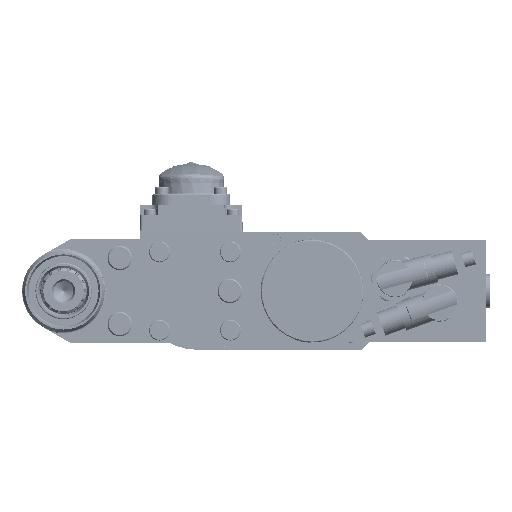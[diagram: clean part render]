
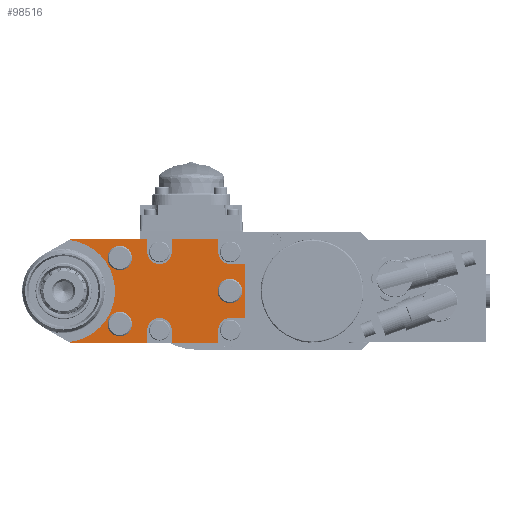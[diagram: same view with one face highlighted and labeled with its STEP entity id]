
A CAD part, left-side view. The second image highlights one B-rep face of the part: STEP entity #98516.
In plain terms, the highlighted planar face has unit normal (-1, 0, 0).
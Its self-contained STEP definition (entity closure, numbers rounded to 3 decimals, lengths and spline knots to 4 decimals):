
#5075=FACE_BOUND('',#17489,.T.);
#5076=FACE_BOUND('',#17490,.T.);
#5077=FACE_BOUND('',#17491,.T.);
#7235=PLANE('',#106278);
#11919=FACE_OUTER_BOUND('',#17488,.T.);
#17488=EDGE_LOOP('',(#83214,#83215,#83216,#83217,#83218,#83219,#83220,#83221,
#83222,#83223,#83224,#83225,#83226,#83227,#83228,#83229,#83230,#83231,#83232,
#83233));
#17489=EDGE_LOOP('',(#83234));
#17490=EDGE_LOOP('',(#83235));
#17491=EDGE_LOOP('',(#83236));
#22148=CIRCLE('',#106277,2.1);
#22149=CIRCLE('',#106279,0.5);
#22150=CIRCLE('',#106280,0.5);
#22151=CIRCLE('',#106281,0.5);
#22152=CIRCLE('',#106282,0.5);
#22153=CIRCLE('',#106283,0.3);
#22154=CIRCLE('',#106284,0.3);
#22155=CIRCLE('',#106285,0.3);
#28813=LINE('',#195126,#36173);
#29076=LINE('',#196362,#36436);
#29080=LINE('',#196398,#36440);
#29081=LINE('',#196400,#36441);
#29082=LINE('',#196404,#36442);
#29083=LINE('',#196406,#36443);
#29084=LINE('',#196408,#36444);
#29085=LINE('',#196412,#36445);
#29086=LINE('',#196414,#36446);
#29087=LINE('',#196416,#36447);
#29088=LINE('',#196420,#36448);
#29089=LINE('',#196422,#36449);
#29090=LINE('',#196424,#36450);
#29091=LINE('',#196428,#36451);
#29092=LINE('',#196429,#36452);
#36173=VECTOR('',#125812,0.0763);
#36436=VECTOR('',#126811,0.0763);
#36440=VECTOR('',#126845,3.1234);
#36441=VECTOR('',#126846,0.525);
#36442=VECTOR('',#126849,0.525);
#36443=VECTOR('',#126850,1.9);
#36444=VECTOR('',#126851,0.525);
#36445=VECTOR('',#126854,0.586);
#36446=VECTOR('',#126855,2.2);
#36447=VECTOR('',#126856,0.586);
#36448=VECTOR('',#126859,0.525);
#36449=VECTOR('',#126860,1.9);
#36450=VECTOR('',#126861,0.525);
#36451=VECTOR('',#126864,0.525);
#36452=VECTOR('',#126865,3.1234);
#46823=VERTEX_POINT('',#195123);
#46824=VERTEX_POINT('',#195125);
#47105=VERTEX_POINT('',#196359);
#47106=VERTEX_POINT('',#196361);
#47115=VERTEX_POINT('',#196397);
#47116=VERTEX_POINT('',#196399);
#47117=VERTEX_POINT('',#196401);
#47118=VERTEX_POINT('',#196403);
#47119=VERTEX_POINT('',#196405);
#47120=VERTEX_POINT('',#196407);
#47121=VERTEX_POINT('',#196409);
#47122=VERTEX_POINT('',#196411);
#47123=VERTEX_POINT('',#196413);
#47124=VERTEX_POINT('',#196415);
#47125=VERTEX_POINT('',#196417);
#47126=VERTEX_POINT('',#196419);
#47127=VERTEX_POINT('',#196421);
#47128=VERTEX_POINT('',#196423);
#47129=VERTEX_POINT('',#196425);
#47130=VERTEX_POINT('',#196427);
#47131=VERTEX_POINT('',#196430);
#47132=VERTEX_POINT('',#196432);
#47133=VERTEX_POINT('',#196434);
#59240=EDGE_CURVE('',#46823,#46824,#28813,.T.);
#59689=EDGE_CURVE('',#47105,#47106,#29076,.T.);
#59703=EDGE_CURVE('',#47106,#46823,#22148,.T.);
#59704=EDGE_CURVE('',#47115,#47105,#29080,.T.);
#59705=EDGE_CURVE('',#47116,#47115,#29081,.T.);
#59706=EDGE_CURVE('',#47117,#47116,#22149,.T.);
#59707=EDGE_CURVE('',#47117,#47118,#29082,.T.);
#59708=EDGE_CURVE('',#47119,#47118,#29083,.T.);
#59709=EDGE_CURVE('',#47120,#47119,#29084,.T.);
#59710=EDGE_CURVE('',#47121,#47120,#22150,.T.);
#59711=EDGE_CURVE('',#47121,#47122,#29085,.T.);
#59712=EDGE_CURVE('',#47123,#47122,#29086,.T.);
#59713=EDGE_CURVE('',#47124,#47123,#29087,.T.);
#59714=EDGE_CURVE('',#47125,#47124,#22151,.T.);
#59715=EDGE_CURVE('',#47125,#47126,#29088,.T.);
#59716=EDGE_CURVE('',#47127,#47126,#29089,.T.);
#59717=EDGE_CURVE('',#47128,#47127,#29090,.T.);
#59718=EDGE_CURVE('',#47129,#47128,#22152,.T.);
#59719=EDGE_CURVE('',#47129,#47130,#29091,.T.);
#59720=EDGE_CURVE('',#46824,#47130,#29092,.T.);
#59721=EDGE_CURVE('',#47131,#47131,#22153,.T.);
#59722=EDGE_CURVE('',#47132,#47132,#22154,.T.);
#59723=EDGE_CURVE('',#47133,#47133,#22155,.T.);
#83214=ORIENTED_EDGE('',*,*,#59689,.F.);
#83215=ORIENTED_EDGE('',*,*,#59704,.F.);
#83216=ORIENTED_EDGE('',*,*,#59705,.F.);
#83217=ORIENTED_EDGE('',*,*,#59706,.F.);
#83218=ORIENTED_EDGE('',*,*,#59707,.T.);
#83219=ORIENTED_EDGE('',*,*,#59708,.F.);
#83220=ORIENTED_EDGE('',*,*,#59709,.F.);
#83221=ORIENTED_EDGE('',*,*,#59710,.F.);
#83222=ORIENTED_EDGE('',*,*,#59711,.T.);
#83223=ORIENTED_EDGE('',*,*,#59712,.F.);
#83224=ORIENTED_EDGE('',*,*,#59713,.F.);
#83225=ORIENTED_EDGE('',*,*,#59714,.F.);
#83226=ORIENTED_EDGE('',*,*,#59715,.T.);
#83227=ORIENTED_EDGE('',*,*,#59716,.F.);
#83228=ORIENTED_EDGE('',*,*,#59717,.F.);
#83229=ORIENTED_EDGE('',*,*,#59718,.F.);
#83230=ORIENTED_EDGE('',*,*,#59719,.T.);
#83231=ORIENTED_EDGE('',*,*,#59720,.F.);
#83232=ORIENTED_EDGE('',*,*,#59240,.F.);
#83233=ORIENTED_EDGE('',*,*,#59703,.F.);
#83234=ORIENTED_EDGE('',*,*,#59721,.T.);
#83235=ORIENTED_EDGE('',*,*,#59722,.T.);
#83236=ORIENTED_EDGE('',*,*,#59723,.T.);
#98516=ADVANCED_FACE('',(#11919,#5075,#5076,#5077),#7235,.T.);
#106277=AXIS2_PLACEMENT_3D('',#196395,#126841,#126842);
#106278=AXIS2_PLACEMENT_3D('',#196396,#126843,#126844);
#106279=AXIS2_PLACEMENT_3D('',#196402,#126847,#126848);
#106280=AXIS2_PLACEMENT_3D('',#196410,#126852,#126853);
#106281=AXIS2_PLACEMENT_3D('',#196418,#126857,#126858);
#106282=AXIS2_PLACEMENT_3D('',#196426,#126862,#126863);
#106283=AXIS2_PLACEMENT_3D('',#196431,#126866,#126867);
#106284=AXIS2_PLACEMENT_3D('',#196433,#126868,#126869);
#106285=AXIS2_PLACEMENT_3D('',#196435,#126870,#126871);
#125812=DIRECTION('',(0.,-0.866,0.5));
#126811=DIRECTION('',(0.,0.866,0.5));
#126841=DIRECTION('center_axis',(-1.,0.,0.));
#126842=DIRECTION('ref_axis',(0.,-1.,0.));
#126843=DIRECTION('center_axis',(-1.,0.,0.));
#126844=DIRECTION('ref_axis',(0.,0.,
-1.));
#126845=DIRECTION('',(0.,1.,0.));
#126846=DIRECTION('',(0.,0.,-1.));
#126847=DIRECTION('center_axis',(-1.,0.,0.));
#126848=DIRECTION('ref_axis',(0.,0.,
1.));
#126849=DIRECTION('',(0.,0.,-1.));
#126850=DIRECTION('',(0.,1.,0.));
#126851=DIRECTION('',(0.,0.,-1.));
#126852=DIRECTION('center_axis',(-1.,0.,0.));
#126853=DIRECTION('ref_axis',(0.,0.,
1.));
#126854=DIRECTION('',(0.,-1.,0.));
#126855=DIRECTION('',(0.,0.,-1.));
#126856=DIRECTION('',(0.,-1.,0.));
#126857=DIRECTION('center_axis',(-1.,0.,0.));
#126858=DIRECTION('ref_axis',(0.,1.,0.));
#126859=DIRECTION('',(0.,0.,1.));
#126860=DIRECTION('',(0.,-1.,0.));
#126861=DIRECTION('',(0.,0.,1.));
#126862=DIRECTION('center_axis',(-1.,0.,0.));
#126863=DIRECTION('ref_axis',(0.,0.,
-1.));
#126864=DIRECTION('',(0.,0.,1.));
#126865=DIRECTION('',(0.,-1.,0.));
#126866=DIRECTION('center_axis',(1.,0.,0.));
#126867=DIRECTION('ref_axis',(0.,1.,0.));
#126868=DIRECTION('center_axis',(1.,0.,0.));
#126869=DIRECTION('ref_axis',(0.,1.,0.));
#126870=DIRECTION('center_axis',(1.,0.,0.));
#126871=DIRECTION('ref_axis',(0.,1.,0.));
#195123=CARTESIAN_POINT('',(-4.375,4.9894,2.0869));
#195125=CARTESIAN_POINT('',(-4.375,4.9233,2.125));
#195126=CARTESIAN_POINT('',(-4.375,4.9894,2.0869));
#196359=CARTESIAN_POINT('',(-4.375,4.9233,-2.125));
#196361=CARTESIAN_POINT('',(-4.375,4.9894,-2.0869));
#196362=CARTESIAN_POINT('',(-4.375,4.9233,-2.125));
#196395=CARTESIAN_POINT('Origin',(-4.375,5.2239,0.));
#196396=CARTESIAN_POINT('Origin',(-4.375,5.2239,0.));
#196397=CARTESIAN_POINT('',(-4.375,1.7999,-2.125));
#196398=CARTESIAN_POINT('',(-4.375,1.7999,-2.125));
#196399=CARTESIAN_POINT('',(-4.375,1.7999,-1.6));
#196400=CARTESIAN_POINT('',(-4.375,1.7999,-1.6));
#196401=CARTESIAN_POINT('',(-4.375,0.7999,-1.6));
#196402=CARTESIAN_POINT('Origin',(-4.375,1.2999,-1.6));
#196403=CARTESIAN_POINT('',(-4.375,0.7999,-2.125));
#196404=CARTESIAN_POINT('',(-4.375,0.7999,-1.6));
#196405=CARTESIAN_POINT('',(-4.375,-1.1001,-2.125));
#196406=CARTESIAN_POINT('',(-4.375,-1.1001,-2.125));
#196407=CARTESIAN_POINT('',(-4.375,-1.1001,-1.6));
#196408=CARTESIAN_POINT('',(-4.375,-1.1001,-1.6));
#196409=CARTESIAN_POINT('',(-4.375,-1.6001,-1.1));
#196410=CARTESIAN_POINT('Origin',(-4.375,-1.6001,-1.6));
#196411=CARTESIAN_POINT('',(-4.375,-2.1861,-1.1));
#196412=CARTESIAN_POINT('',(-4.375,-1.6001,-1.1));
#196413=CARTESIAN_POINT('',(-4.375,-2.1861,1.1));
#196414=CARTESIAN_POINT('',(-4.375,-2.1861,1.1));
#196415=CARTESIAN_POINT('',(-4.375,-1.6001,1.1));
#196416=CARTESIAN_POINT('',(-4.375,-1.6001,1.1));
#196417=CARTESIAN_POINT('',(-4.375,-1.1001,1.6));
#196418=CARTESIAN_POINT('Origin',(-4.375,-1.6001,1.6));
#196419=CARTESIAN_POINT('',(-4.375,-1.1001,2.125));
#196420=CARTESIAN_POINT('',(-4.375,-1.1001,1.6));
#196421=CARTESIAN_POINT('',(-4.375,0.7999,2.125));
#196422=CARTESIAN_POINT('',(-4.375,0.7999,2.125));
#196423=CARTESIAN_POINT('',(-4.375,0.7999,1.6));
#196424=CARTESIAN_POINT('',(-4.375,0.7999,1.6));
#196425=CARTESIAN_POINT('',(-4.375,1.7999,1.6));
#196426=CARTESIAN_POINT('Origin',(-4.375,1.2999,1.6));
#196427=CARTESIAN_POINT('',(-4.375,1.7999,2.125));
#196428=CARTESIAN_POINT('',(-4.375,1.7999,1.6));
#196429=CARTESIAN_POINT('',(-4.375,4.9233,2.125));
#196430=CARTESIAN_POINT('',(-4.375,2.6239,1.35));
#196431=CARTESIAN_POINT('Origin',(-4.375,2.9239,1.35));
#196432=CARTESIAN_POINT('',(-4.375,2.6239,-1.35));
#196433=CARTESIAN_POINT('Origin',(-4.375,2.9239,-1.35));
#196434=CARTESIAN_POINT('',(-4.375,-1.8761,0.));
#196435=CARTESIAN_POINT('Origin',(-4.375,-1.5761,0.));
